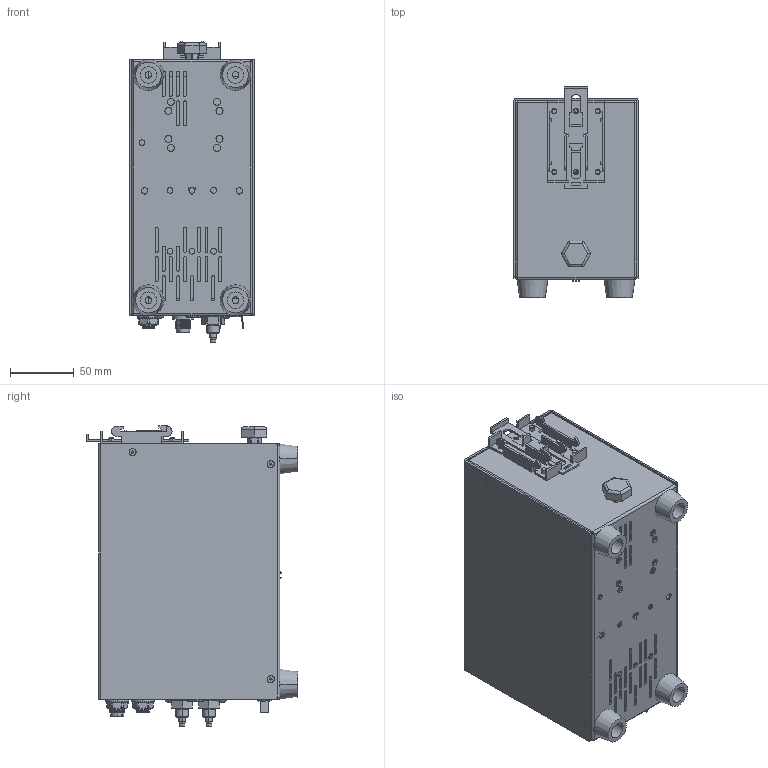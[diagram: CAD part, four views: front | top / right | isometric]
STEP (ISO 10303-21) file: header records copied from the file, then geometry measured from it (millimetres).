
FILE_DESCRIPTION (( 'STEP AP214' ), '1' );
FILE_NAME ('328 F28 EVIDE.STEP', '2020-02-27T14:56:57', ( '' ), ( '' ), 'SwSTEP 2.0', 'SolidWorks 2016', '' );
FILE_SCHEMA (( 'AUTOMOTIVE_DESIGN' ));
Length unit declared in the file: millimetre
Products named in the file (96): 9200925 RESSORT PNEUMATIQUE 8.3 USINE VANNE SERIE 6; 6100257 VIS CYLINDRIQUE 6 PANS CREUX CHC M4-55; 9200920 Corps de poussoir F6 usiné pour électro; 6310251 Joint torique DIA 4 x 2 ref 104500 joint ouest; 9100244 COQUILLE ELECTRODE GAUCHE CAPTEUR SERIE 6; 3016 ASSEMBLAGE CHASSIS F28L; 6310037 JOINT TORIQUE DIA 10 X 2; 9100243 COQUILLE ELECTRODE DROITE CAPTEUR SERIE 6; 6210445 FERRITE A CLIPSER SUR CABLE DIAM 10; 9200621 PISTON POUSSOIR DIA12 RESSORT PNEU VANNE F6; 6100283 VIS TETE BOMBEE CBHC M4-6 INOX; 9200937 GUIDE SERIE 6 N°1; 6310295 JOINT TORIQUE 38x1 NBR 90-95; 9200939 Entretoise série 6 + diamètre interne; 328 F28_SOLUTION 1; 9200928 PISTON POUSSOIR DIA16 VIDAGE VANNE F6; 9100148 RONDELLE DE TENSION EP 1.54; 1007 VANNE F6; 9600469 RACCORD 4-6 1-8G + FILTRE AVEC JOINT; 9100143 ELECTRODE DIA30; 6340144 BOBINE 24V A FILS 26CM AMISCO ; S012400 CABLE SIMULATION PRESSOSTAT; 6100426 BUTEE HEXAGONAL M6 L25; 6310255 JOINT  TORIQUE DIA 16 X 1; 6360043 BILLE ACIER DIAM 3mm; 6340143 BOBINE 24V A FILS 26CM AMISCO ; 6310254 JOINT  TORIQUE DIA 3 X 1; 6120052 RIVET TERRE 5,2 CUIVRE POUR 2 FASTON ; 6360039 BILLE ACIER DIAM 5mm; 6360044 BILLE ACIER DIAM 4mm; 6340117 ECROU AMISCO; 9200938 GUIDE SERIE 6 N°2; 6360020 BOUCHON M5 AVEC JOINT TORIQUE; 6340116 NOYAU 3-2 NC AMISCO ; 6200233 10 PTS FEM DROIT A SERTIR; 6300307 TRAVERSEE DE CLOISON EGALE 4-6; 6310252 JOINT A LEVRE DIAMETRE 16; 9420250 BRIDE PIEZZO COMPATIBLE SERIE 6; 6360029 BOUCHON 1-8 CYLINDRIQUE; 9200924 Ressort pneumatique 8.3 usiné vanne série 6 ...
Assembly tree (46 placements, depth 5):
  9200925 RESSORT PNEUMATIQUE 8.3 USINE VANNE SERIE 6
  6100257 VIS CYLINDRIQUE 6 PANS CREUX CHC M4-55
  9200920 Corps de poussoir F6 usiné pour électro
  6310251 Joint torique DIA 4 x 2 ref 104500 joint ouest
  9100244 COQUILLE ELECTRODE GAUCHE CAPTEUR SERIE 6
Bounding box: 97 x 165.1 x 234.88 mm (x, y, z)
Volume: 241829.8 mm3; surface area: 318234.7 mm2
Topology: 52 solids, 57 shells, 1579 faces, 3893 edges, 2442 vertices
Faces by surface type: plane 697, cylinder 482, cone 199, bspline 115, torus 84, sphere 2
Entity records: 53722 total; most frequent: CARTESIAN_POINT 16273, ORIENTED_EDGE 6902, DIRECTION 6618, EDGE_CURVE 3456, AXIS2_PLACEMENT_3D 2460, VERTEX_POINT 2211, EDGE_LOOP 1702, VECTOR 1698
